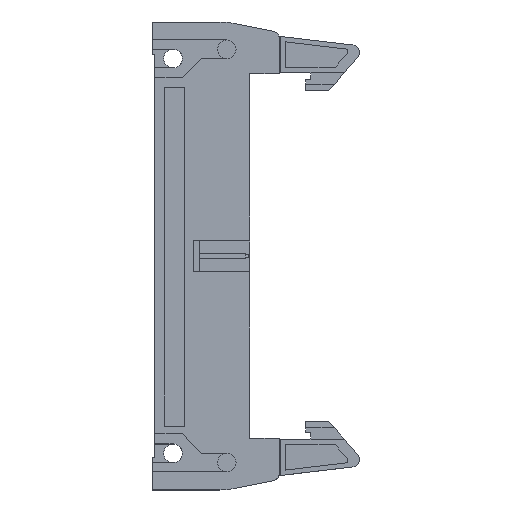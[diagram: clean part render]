
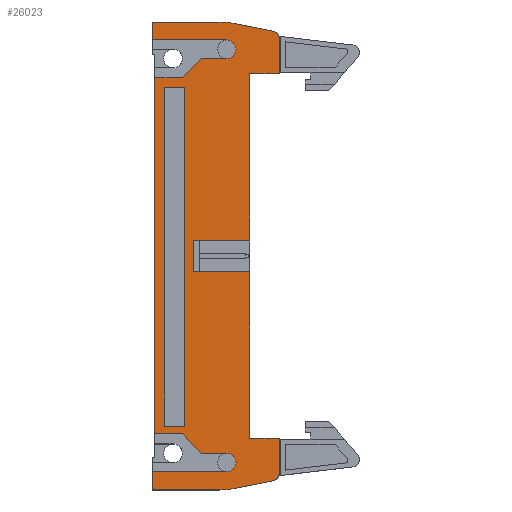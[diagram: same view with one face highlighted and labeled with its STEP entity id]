
A CAD part, top view. The second image highlights one B-rep face of the part: STEP entity #26023.
In plain terms, the highlighted face is planar.
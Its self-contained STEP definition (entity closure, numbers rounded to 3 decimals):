
#1427=LINE('',#35387,#3887);
#1434=LINE('',#35405,#3894);
#1448=LINE('',#35439,#3908);
#1454=LINE('',#35450,#3914);
#1457=LINE('',#35456,#3917);
#1461=LINE('',#35465,#3921);
#1469=LINE('',#35481,#3929);
#1471=LINE('',#35485,#3931);
#1477=LINE('',#35498,#3937);
#1484=LINE('',#35512,#3944);
#1499=LINE('',#35541,#3959);
#1501=LINE('',#35545,#3961);
#1503=LINE('',#35549,#3963);
#1504=LINE('',#35551,#3964);
#1548=LINE('',#35667,#4008);
#1551=LINE('',#35673,#4011);
#1554=LINE('',#35679,#4014);
#1594=LINE('',#35771,#4054);
#1598=LINE('',#35780,#4058);
#1601=LINE('',#35786,#4061);
#1604=LINE('',#35792,#4064);
#1821=LINE('',#36293,#4281);
#1823=LINE('',#36301,#4283);
#1829=LINE('',#36313,#4289);
#1832=LINE('',#36319,#4292);
#1833=LINE('',#36321,#4293);
#1834=LINE('',#36322,#4294);
#1835=LINE('',#36324,#4295);
#3887=VECTOR('',#30148,1000.);
#3894=VECTOR('',#30163,1000.);
#3908=VECTOR('',#30191,1000.);
#3914=VECTOR('',#30199,1000.);
#3917=VECTOR('',#30204,1000.);
#3921=VECTOR('',#30212,1000.);
#3929=VECTOR('',#30224,1000.);
#3931=VECTOR('',#30228,1000.);
#3937=VECTOR('',#30236,1000.);
#3944=VECTOR('',#30245,1000.);
#3959=VECTOR('',#30270,1000.);
#3961=VECTOR('',#30274,1000.);
#3963=VECTOR('',#30278,1000.);
#3964=VECTOR('',#30281,1000.);
#4008=VECTOR('',#30405,1000.);
#4011=VECTOR('',#30410,1000.);
#4014=VECTOR('',#30415,1000.);
#4054=VECTOR('',#30499,1000.);
#4058=VECTOR('',#30505,1000.);
#4061=VECTOR('',#30510,1000.);
#4064=VECTOR('',#30515,1000.);
#4281=VECTOR('',#31010,1000.);
#4283=VECTOR('',#31020,1000.);
#4289=VECTOR('',#31030,1000.);
#4292=VECTOR('',#31035,1000.);
#4293=VECTOR('',#31038,1000.);
#4294=VECTOR('',#31039,1000.);
#4295=VECTOR('',#31040,1000.);
#8300=ORIENTED_EDGE('',*,*,#11851,.T.);
#8301=ORIENTED_EDGE('',*,*,#11855,.T.);
#8302=ORIENTED_EDGE('',*,*,#11858,.T.);
#8303=ORIENTED_EDGE('',*,*,#11861,.T.);
#8304=ORIENTED_EDGE('',*,*,#11794,.F.);
#8305=ORIENTED_EDGE('',*,*,#11799,.F.);
#8306=ORIENTED_EDGE('',*,*,#12126,.F.);
#8307=ORIENTED_EDGE('',*,*,#11713,.F.);
#8308=ORIENTED_EDGE('',*,*,#11750,.F.);
#8309=ORIENTED_EDGE('',*,*,#11707,.F.);
#8310=ORIENTED_EDGE('',*,*,#10379,.F.);
#8311=ORIENTED_EDGE('',*,*,#11684,.F.);
#8312=ORIENTED_EDGE('',*,*,#11690,.F.);
#8313=ORIENTED_EDGE('',*,*,#11697,.F.);
#8314=ORIENTED_EDGE('',*,*,#11739,.F.);
#8315=ORIENTED_EDGE('',*,*,#11737,.F.);
#8316=ORIENTED_EDGE('',*,*,#11735,.F.);
#8317=ORIENTED_EDGE('',*,*,#11693,.F.);
#8318=ORIENTED_EDGE('',*,*,#11667,.F.);
#8319=ORIENTED_EDGE('',*,*,#11658,.F.);
#8320=ORIENTED_EDGE('',*,*,#11681,.F.);
#8321=ORIENTED_EDGE('',*,*,#11705,.F.);
#8322=ORIENTED_EDGE('',*,*,#11748,.F.);
#8323=ORIENTED_EDGE('',*,*,#11720,.F.);
#8324=ORIENTED_EDGE('',*,*,#12112,.F.);
#8325=ORIENTED_EDGE('',*,*,#11740,.F.);
#8326=ORIENTED_EDGE('',*,*,#12113,.F.);
#8327=ORIENTED_EDGE('',*,*,#12116,.F.);
#8328=ORIENTED_EDGE('',*,*,#12122,.F.);
#8329=ORIENTED_EDGE('',*,*,#12125,.F.);
#8330=ORIENTED_EDGE('',*,*,#12127,.F.);
#8331=ORIENTED_EDGE('',*,*,#12128,.F.);
#8332=ORIENTED_EDGE('',*,*,#11805,.F.);
#8333=ORIENTED_EDGE('',*,*,#11802,.F.);
#10379=EDGE_CURVE('',#12950,#12951,#14491,.T.);
#11658=EDGE_CURVE('',#13807,#13808,#1427,.T.);
#11667=EDGE_CURVE('',#13808,#13815,#1434,.T.);
#11681=EDGE_CURVE('',#13826,#13807,#14559,.T.);
#11684=EDGE_CURVE('',#13827,#12950,#1448,.T.);
#11690=EDGE_CURVE('',#13831,#13827,#1454,.T.);
#11693=EDGE_CURVE('',#13815,#13833,#1457,.T.);
#11697=EDGE_CURVE('',#13836,#13831,#1461,.T.);
#11705=EDGE_CURVE('',#13842,#13826,#1469,.T.);
#11707=EDGE_CURVE('',#12951,#13844,#1471,.T.);
#11713=EDGE_CURVE('',#13849,#13850,#1477,.T.);
#11720=EDGE_CURVE('',#13855,#13856,#1484,.T.);
#11735=EDGE_CURVE('',#13833,#13865,#1499,.T.);
#11737=EDGE_CURVE('',#13865,#13866,#1501,.T.);
#11739=EDGE_CURVE('',#13866,#13836,#1503,.T.);
#11740=EDGE_CURVE('',#13867,#13868,#1504,.T.);
#11748=EDGE_CURVE('',#13856,#13842,#14564,.T.);
#11750=EDGE_CURVE('',#13844,#13849,#14566,.T.);
#11794=EDGE_CURVE('',#13894,#13895,#14572,.T.);
#11799=EDGE_CURVE('',#13899,#13894,#1548,.T.);
#11802=EDGE_CURVE('',#13895,#13901,#1551,.T.);
#11805=EDGE_CURVE('',#13901,#13903,#1554,.T.);
#11851=EDGE_CURVE('',#13933,#13934,#1594,.T.);
#11855=EDGE_CURVE('',#13934,#13937,#1598,.T.);
#11858=EDGE_CURVE('',#13937,#13939,#1601,.T.);
#11861=EDGE_CURVE('',#13939,#13933,#1604,.T.);
#12112=EDGE_CURVE('',#13868,#13855,#1821,.T.);
#12113=EDGE_CURVE('',#14086,#13867,#14615,.T.);
#12116=EDGE_CURVE('',#14088,#14086,#1823,.T.);
#12122=EDGE_CURVE('',#14092,#14088,#1829,.T.);
#12125=EDGE_CURVE('',#14093,#14092,#1832,.T.);
#12126=EDGE_CURVE('',#13850,#13899,#1833,.T.);
#12127=EDGE_CURVE('',#14094,#14093,#1834,.T.);
#12128=EDGE_CURVE('',#13903,#14094,#1835,.T.);
#12950=VERTEX_POINT('',#32781);
#12951=VERTEX_POINT('',#32783);
#13807=VERTEX_POINT('',#35386);
#13808=VERTEX_POINT('',#35388);
#13815=VERTEX_POINT('',#35406);
#13826=VERTEX_POINT('',#35433);
#13827=VERTEX_POINT('',#35438);
#13831=VERTEX_POINT('',#35449);
#13833=VERTEX_POINT('',#35454);
#13836=VERTEX_POINT('',#35464);
#13842=VERTEX_POINT('',#35480);
#13844=VERTEX_POINT('',#35486);
#13849=VERTEX_POINT('',#35497);
#13850=VERTEX_POINT('',#35499);
#13855=VERTEX_POINT('',#35511);
#13856=VERTEX_POINT('',#35513);
#13865=VERTEX_POINT('',#35542);
#13866=VERTEX_POINT('',#35546);
#13867=VERTEX_POINT('',#35552);
#13868=VERTEX_POINT('',#35553);
#13894=VERTEX_POINT('',#35657);
#13895=VERTEX_POINT('',#35658);
#13899=VERTEX_POINT('',#35668);
#13901=VERTEX_POINT('',#35674);
#13903=VERTEX_POINT('',#35680);
#13933=VERTEX_POINT('',#35772);
#13934=VERTEX_POINT('',#35773);
#13937=VERTEX_POINT('',#35781);
#13939=VERTEX_POINT('',#35787);
#14086=VERTEX_POINT('',#36296);
#14088=VERTEX_POINT('',#36302);
#14092=VERTEX_POINT('',#36314);
#14093=VERTEX_POINT('',#36318);
#14094=VERTEX_POINT('',#36323);
#14491=CIRCLE('',#26459,1.);
#14559=CIRCLE('',#27001,1.);
#14564=CIRCLE('',#27027,10.);
#14566=CIRCLE('',#27030,10.);
#14572=CIRCLE('',#27056,1.25);
#14615=CIRCLE('',#27227,1.25);
#15360=EDGE_LOOP('',(#8300,#8301,#8302,#8303));
#15361=EDGE_LOOP('',(#8304,#8305,#8306,#8307,#8308,#8309,#8310,#8311,#8312,
#8313,#8314,#8315,#8316,#8317,#8318,#8319,#8320,#8321,#8322,#8323,#8324,
#8325,#8326,#8327,#8328,#8329,#8330,#8331,#8332,#8333));
#16508=FACE_BOUND('',#15360,.T.);
#16509=FACE_BOUND('',#15361,.T.);
#17576=PLANE('',#27233);
#26023=ADVANCED_FACE('',(#16508,#16509),#17576,.F.);
#26459=AXIS2_PLACEMENT_3D('',#32782,#27867,#27868);
#27001=AXIS2_PLACEMENT_3D('',#35434,#30185,#30186);
#27027=AXIS2_PLACEMENT_3D('',#35566,#30299,#30300);
#27030=AXIS2_PLACEMENT_3D('',#35569,#30305,#30306);
#27056=AXIS2_PLACEMENT_3D('',#35656,#30395,#30396);
#27227=AXIS2_PLACEMENT_3D('',#36295,#31013,#31014);
#27233=AXIS2_PLACEMENT_3D('',#36320,#31036,#31037);
#27867=DIRECTION('',(0.,1.,0.));
#27868=DIRECTION('',(0.,0.,1.));
#30148=DIRECTION('',(1.,0.,0.));
#30163=DIRECTION('',(0.,0.,-1.));
#30185=DIRECTION('',(0.,1.,0.));
#30186=DIRECTION('',(0.,0.,1.));
#30191=DIRECTION('',(1.,0.,0.));
#30199=DIRECTION('',(0.,0.,1.));
#30204=DIRECTION('',(1.,0.,0.));
#30212=DIRECTION('',(1.,0.,0.));
#30224=DIRECTION('',(0.196,0.,0.981));
#30228=DIRECTION('',(0.196,0.,-0.981));
#30236=DIRECTION('',(0.,0.,-1.));
#30245=DIRECTION('',(0.,0.,1.));
#30270=DIRECTION('',(0.,0.,-1.));
#30274=DIRECTION('',(1.,0.,0.));
#30278=DIRECTION('',(0.,0.,1.));
#30281=DIRECTION('',(0.,0.,-1.));
#30299=DIRECTION('',(0.,1.,0.));
#30300=DIRECTION('',(0.,0.,1.));
#30305=DIRECTION('',(0.,1.,0.));
#30306=DIRECTION('',(0.,0.,1.));
#30395=DIRECTION('',(0.,-1.,0.));
#30396=DIRECTION('',(1.,0.,0.));
#30405=DIRECTION('',(0.,0.,1.));
#30410=DIRECTION('',(0.,0.,-1.));
#30415=DIRECTION('',(-0.707,0.,-0.707));
#30499=DIRECTION('',(0.,0.,1.));
#30505=DIRECTION('',(1.,0.,0.));
#30510=DIRECTION('',(0.,0.,-1.));
#30515=DIRECTION('',(-1.,0.,0.));
#31010=DIRECTION('',(-1.,0.,0.));
#31013=DIRECTION('',(0.,-1.,0.));
#31014=DIRECTION('',(1.,0.,0.));
#31020=DIRECTION('',(0.,0.,1.));
#31030=DIRECTION('',(-0.707,0.,0.707));
#31035=DIRECTION('',(0.,0.,1.));
#31036=DIRECTION('',(0.,1.,0.));
#31037=DIRECTION('',(0.,0.,1.));
#31038=DIRECTION('',(-1.,0.,0.));
#31039=DIRECTION('',(-1.,0.,0.));
#31040=DIRECTION('',(0.,0.,-1.));
#32781=CARTESIAN_POINT('',(29.12,-4.15,12.));
#32782=CARTESIAN_POINT('',(29.12,-4.15,11.));
#32783=CARTESIAN_POINT('',(30.101,-4.15,11.196));
#35386=CARTESIAN_POINT('',(-29.12,-4.15,12.));
#35387=CARTESIAN_POINT('',(-29.94,-4.15,12.));
#35388=CARTESIAN_POINT('',(-24.44,-4.15,12.));
#35405=CARTESIAN_POINT('',(-24.44,-4.15,12.));
#35406=CARTESIAN_POINT('',(-24.44,-4.15,8.));
#35433=CARTESIAN_POINT('',(-30.101,-4.15,11.196));
#35434=CARTESIAN_POINT('',(-29.12,-4.15,11.));
#35438=CARTESIAN_POINT('',(24.44,-4.15,12.));
#35439=CARTESIAN_POINT('',(24.44,-4.15,12.));
#35449=CARTESIAN_POINT('',(24.44,-4.15,8.));
#35450=CARTESIAN_POINT('',(24.44,-4.15,8.));
#35454=CARTESIAN_POINT('',(-2.125,-4.15,8.));
#35456=CARTESIAN_POINT('',(-24.44,-4.15,8.));
#35464=CARTESIAN_POINT('',(2.125,-4.15,8.));
#35465=CARTESIAN_POINT('',(-24.44,-4.15,8.));
#35480=CARTESIAN_POINT('',(-31.146,-4.15,5.971));
#35481=CARTESIAN_POINT('',(-29.94,-4.15,12.));
#35485=CARTESIAN_POINT('',(29.94,-4.15,12.));
#35486=CARTESIAN_POINT('',(31.146,-4.15,5.971));
#35497=CARTESIAN_POINT('',(31.34,-4.15,4.01));
#35498=CARTESIAN_POINT('',(31.34,-4.15,5.));
#35499=CARTESIAN_POINT('',(31.34,-4.15,-5.));
#35511=CARTESIAN_POINT('',(-31.34,-4.15,-5.));
#35512=CARTESIAN_POINT('',(-31.34,-4.15,-5.));
#35513=CARTESIAN_POINT('',(-31.34,-4.15,4.01));
#35541=CARTESIAN_POINT('',(-2.125,-4.15,8.));
#35542=CARTESIAN_POINT('',(-2.125,-4.15,0.45));
#35545=CARTESIAN_POINT('',(-2.125,-4.15,0.45));
#35546=CARTESIAN_POINT('',(2.125,-4.15,0.45));
#35549=CARTESIAN_POINT('',(2.125,-4.15,0.45));
#35551=CARTESIAN_POINT('',(-28.94,-4.15,4.95));
#35552=CARTESIAN_POINT('',(-28.94,-4.15,4.95));
#35553=CARTESIAN_POINT('',(-28.94,-4.15,-5.));
#35566=CARTESIAN_POINT('',(-21.34,-4.15,4.01));
#35569=CARTESIAN_POINT('',(21.34,-4.15,4.01));
#35656=CARTESIAN_POINT('',(27.69,-4.15,4.95));
#35657=CARTESIAN_POINT('',(28.94,-4.15,4.95));
#35658=CARTESIAN_POINT('',(26.44,-4.15,4.95));
#35667=CARTESIAN_POINT('',(28.94,-4.15,-5.));
#35668=CARTESIAN_POINT('',(28.94,-4.15,-5.));
#35673=CARTESIAN_POINT('',(26.44,-4.15,4.95));
#35674=CARTESIAN_POINT('',(26.44,-4.15,1.6));
#35679=CARTESIAN_POINT('',(26.44,-4.15,1.6));
#35680=CARTESIAN_POINT('',(23.84,-4.15,-1.));
#35771=CARTESIAN_POINT('',(-22.59,-4.15,-3.35));
#35772=CARTESIAN_POINT('',(-22.59,-4.15,-3.35));
#35773=CARTESIAN_POINT('',(-22.59,-4.15,-0.65));
#35780=CARTESIAN_POINT('',(-22.59,-4.15,-0.65));
#35781=CARTESIAN_POINT('',(22.79,-4.15,-0.65));
#35786=CARTESIAN_POINT('',(22.79,-4.15,-0.65));
#35787=CARTESIAN_POINT('',(22.79,-4.15,-3.35));
#35792=CARTESIAN_POINT('',(22.79,-4.15,-3.35));
#36293=CARTESIAN_POINT('',(31.34,-4.15,-5.));
#36295=CARTESIAN_POINT('',(-27.69,-4.15,4.95));
#36296=CARTESIAN_POINT('',(-26.44,-4.15,4.95));
#36301=CARTESIAN_POINT('',(-26.44,-4.15,4.95));
#36302=CARTESIAN_POINT('',(-26.44,-4.15,1.6));
#36313=CARTESIAN_POINT('',(-26.44,-4.15,1.6));
#36314=CARTESIAN_POINT('',(-23.84,-4.15,-1.));
#36318=CARTESIAN_POINT('',(-23.84,-4.15,-4.7));
#36319=CARTESIAN_POINT('',(-23.84,-4.15,-1.));
#36320=CARTESIAN_POINT('',(0.,-4.15,0.));
#36321=CARTESIAN_POINT('',(31.34,-4.15,-5.));
#36322=CARTESIAN_POINT('',(26.94,-4.15,-4.7));
#36323=CARTESIAN_POINT('',(23.84,-4.15,-4.7));
#36324=CARTESIAN_POINT('',(23.84,-4.15,-1.));
